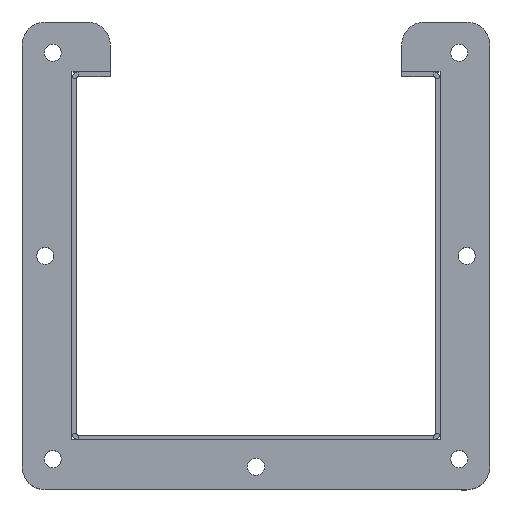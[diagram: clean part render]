
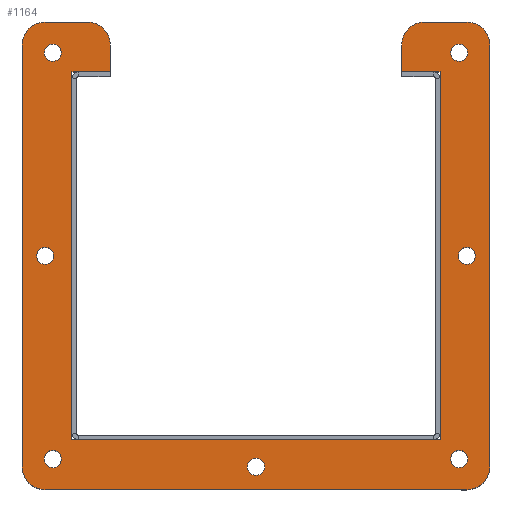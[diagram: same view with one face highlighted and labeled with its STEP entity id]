
A CAD part, top view. The second image highlights one B-rep face of the part: STEP entity #1164.
In plain terms, the highlighted planar face has unit normal (0, 0, 1).
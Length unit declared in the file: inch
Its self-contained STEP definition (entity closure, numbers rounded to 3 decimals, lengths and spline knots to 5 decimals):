
#30=FACE_BOUND('',#230,.T.);
#31=FACE_BOUND('',#231,.T.);
#32=FACE_BOUND('',#232,.T.);
#33=FACE_BOUND('',#233,.T.);
#34=FACE_BOUND('',#234,.T.);
#35=FACE_BOUND('',#235,.T.);
#36=FACE_BOUND('',#236,.T.);
#92=PLANE('',#1275);
#157=FACE_OUTER_BOUND('',#229,.T.);
#229=EDGE_LOOP('',(#963,#964,#965,#966,#967,#968,#969,#970,#971,#972,#973,
#974,#975,#976,#977,#978,#979,#980));
#230=EDGE_LOOP('',(#981));
#231=EDGE_LOOP('',(#982));
#232=EDGE_LOOP('',(#983));
#233=EDGE_LOOP('',(#984));
#234=EDGE_LOOP('',(#985));
#235=EDGE_LOOP('',(#986));
#236=EDGE_LOOP('',(#987));
#262=CIRCLE('',#1226,0.14063);
#264=CIRCLE('',#1229,0.14063);
#266=CIRCLE('',#1232,0.14063);
#267=CIRCLE('',#1234,0.14063);
#269=CIRCLE('',#1237,0.14063);
#271=CIRCLE('',#1240,0.14063);
#273=CIRCLE('',#1243,0.14063);
#275=CIRCLE('',#1249,0.375);
#277=CIRCLE('',#1253,0.375);
#279=CIRCLE('',#1257,0.375);
#281=CIRCLE('',#1261,0.375);
#283=CIRCLE('',#1265,0.375);
#285=CIRCLE('',#1269,0.375);
#347=LINE('',#1803,#449);
#351=LINE('',#1811,#453);
#354=LINE('',#1817,#456);
#358=LINE('',#1829,#460);
#362=LINE('',#1841,#464);
#366=LINE('',#1853,#468);
#370=LINE('',#1865,#472);
#374=LINE('',#1877,#476);
#378=LINE('',#1889,#480);
#381=LINE('',#1895,#483);
#384=LINE('',#1901,#486);
#387=LINE('',#1906,#489);
#449=VECTOR('',#1497,6.);
#453=VECTOR('',#1503,0.625);
#456=VECTOR('',#1508,0.4375);
#460=VECTOR('',#1520,0.6875);
#464=VECTOR('',#1532,6.875);
#468=VECTOR('',#1544,6.875);
#472=VECTOR('',#1556,6.875);
#476=VECTOR('',#1568,0.6875);
#480=VECTOR('',#1580,0.4375);
#483=VECTOR('',#1585,0.625);
#486=VECTOR('',#1590,6.);
#489=VECTOR('',#1595,6.);
#532=VERTEX_POINT('',#1768);
#534=VERTEX_POINT('',#1773);
#536=VERTEX_POINT('',#1778);
#537=VERTEX_POINT('',#1781);
#539=VERTEX_POINT('',#1786);
#541=VERTEX_POINT('',#1791);
#543=VERTEX_POINT('',#1796);
#545=VERTEX_POINT('',#1801);
#546=VERTEX_POINT('',#1802);
#549=VERTEX_POINT('',#1810);
#551=VERTEX_POINT('',#1816);
#553=VERTEX_POINT('',#1822);
#555=VERTEX_POINT('',#1828);
#557=VERTEX_POINT('',#1834);
#559=VERTEX_POINT('',#1840);
#561=VERTEX_POINT('',#1846);
#563=VERTEX_POINT('',#1852);
#565=VERTEX_POINT('',#1858);
#567=VERTEX_POINT('',#1864);
#569=VERTEX_POINT('',#1870);
#571=VERTEX_POINT('',#1876);
#573=VERTEX_POINT('',#1882);
#575=VERTEX_POINT('',#1888);
#577=VERTEX_POINT('',#1894);
#579=VERTEX_POINT('',#1900);
#658=EDGE_CURVE('',#532,#532,#262,.T.);
#660=EDGE_CURVE('',#534,#534,#264,.T.);
#662=EDGE_CURVE('',#536,#536,#266,.T.);
#663=EDGE_CURVE('',#537,#537,#267,.T.);
#665=EDGE_CURVE('',#539,#539,#269,.T.);
#667=EDGE_CURVE('',#541,#541,#271,.T.);
#669=EDGE_CURVE('',#543,#543,#273,.T.);
#671=EDGE_CURVE('',#545,#546,#347,.T.);
#675=EDGE_CURVE('',#546,#549,#351,.T.);
#678=EDGE_CURVE('',#549,#551,#354,.T.);
#681=EDGE_CURVE('',#551,#553,#275,.T.);
#684=EDGE_CURVE('',#553,#555,#358,.T.);
#687=EDGE_CURVE('',#555,#557,#277,.T.);
#690=EDGE_CURVE('',#557,#559,#362,.T.);
#693=EDGE_CURVE('',#559,#561,#279,.T.);
#696=EDGE_CURVE('',#561,#563,#366,.T.);
#699=EDGE_CURVE('',#563,#565,#281,.T.);
#702=EDGE_CURVE('',#565,#567,#370,.T.);
#705=EDGE_CURVE('',#567,#569,#283,.T.);
#708=EDGE_CURVE('',#569,#571,#374,.T.);
#711=EDGE_CURVE('',#571,#573,#285,.T.);
#714=EDGE_CURVE('',#573,#575,#378,.T.);
#717=EDGE_CURVE('',#575,#577,#381,.T.);
#720=EDGE_CURVE('',#577,#579,#384,.T.);
#723=EDGE_CURVE('',#579,#545,#387,.T.);
#963=ORIENTED_EDGE('',*,*,#671,.F.);
#964=ORIENTED_EDGE('',*,*,#723,.F.);
#965=ORIENTED_EDGE('',*,*,#720,.F.);
#966=ORIENTED_EDGE('',*,*,#717,.F.);
#967=ORIENTED_EDGE('',*,*,#714,.F.);
#968=ORIENTED_EDGE('',*,*,#711,.F.);
#969=ORIENTED_EDGE('',*,*,#708,.F.);
#970=ORIENTED_EDGE('',*,*,#705,.F.);
#971=ORIENTED_EDGE('',*,*,#702,.F.);
#972=ORIENTED_EDGE('',*,*,#699,.F.);
#973=ORIENTED_EDGE('',*,*,#696,.F.);
#974=ORIENTED_EDGE('',*,*,#693,.F.);
#975=ORIENTED_EDGE('',*,*,#690,.F.);
#976=ORIENTED_EDGE('',*,*,#687,.F.);
#977=ORIENTED_EDGE('',*,*,#684,.F.);
#978=ORIENTED_EDGE('',*,*,#681,.F.);
#979=ORIENTED_EDGE('',*,*,#678,.F.);
#980=ORIENTED_EDGE('',*,*,#675,.F.);
#981=ORIENTED_EDGE('',*,*,#658,.T.);
#982=ORIENTED_EDGE('',*,*,#660,.T.);
#983=ORIENTED_EDGE('',*,*,#662,.T.);
#984=ORIENTED_EDGE('',*,*,#663,.T.);
#985=ORIENTED_EDGE('',*,*,#665,.T.);
#986=ORIENTED_EDGE('',*,*,#667,.T.);
#987=ORIENTED_EDGE('',*,*,#669,.T.);
#1164=ADVANCED_FACE('',(#157,#30,#31,#32,#33,#34,#35,#36),#92,.T.);
#1226=AXIS2_PLACEMENT_3D('',#1769,#1457,#1458);
#1229=AXIS2_PLACEMENT_3D('',#1774,#1463,#1464);
#1232=AXIS2_PLACEMENT_3D('',#1779,#1469,#1470);
#1234=AXIS2_PLACEMENT_3D('',#1782,#1473,#1474);
#1237=AXIS2_PLACEMENT_3D('',#1787,#1479,#1480);
#1240=AXIS2_PLACEMENT_3D('',#1792,#1485,#1486);
#1243=AXIS2_PLACEMENT_3D('',#1797,#1491,#1492);
#1249=AXIS2_PLACEMENT_3D('',#1823,#1513,#1514);
#1253=AXIS2_PLACEMENT_3D('',#1835,#1525,#1526);
#1257=AXIS2_PLACEMENT_3D('',#1847,#1537,#1538);
#1261=AXIS2_PLACEMENT_3D('',#1859,#1549,#1550);
#1265=AXIS2_PLACEMENT_3D('',#1871,#1561,#1562);
#1269=AXIS2_PLACEMENT_3D('',#1883,#1573,#1574);
#1275=AXIS2_PLACEMENT_3D('',#1908,#1597,#1598);
#1457=DIRECTION('center_axis',(0.,0.,-1.));
#1458=DIRECTION('ref_axis',(-1.,0.,0.));
#1463=DIRECTION('center_axis',(0.,0.,-1.));
#1464=DIRECTION('ref_axis',(-1.,0.,0.));
#1469=DIRECTION('center_axis',(0.,0.,-1.));
#1470=DIRECTION('ref_axis',(-1.,0.,0.));
#1473=DIRECTION('center_axis',(0.,0.,-1.));
#1474=DIRECTION('ref_axis',(-1.,0.,0.));
#1479=DIRECTION('center_axis',(0.,0.,-1.));
#1480=DIRECTION('ref_axis',(-1.,0.,0.));
#1485=DIRECTION('center_axis',(0.,0.,-1.));
#1486=DIRECTION('ref_axis',(-1.,0.,0.));
#1491=DIRECTION('center_axis',(0.,0.,-1.));
#1492=DIRECTION('ref_axis',(-1.,0.,0.));
#1497=DIRECTION('',(0.,1.,0.));
#1503=DIRECTION('',(-1.,0.,0.));
#1508=DIRECTION('',(0.,1.,0.));
#1513=DIRECTION('center_axis',(0.,0.,-1.));
#1514=DIRECTION('ref_axis',(0.,-1.,0.));
#1520=DIRECTION('',(1.,0.,0.));
#1525=DIRECTION('center_axis',(0.,0.,-1.));
#1526=DIRECTION('ref_axis',(-1.,0.,0.));
#1532=DIRECTION('',(0.,-1.,0.));
#1537=DIRECTION('center_axis',(0.,0.,-1.));
#1538=DIRECTION('ref_axis',(0.,1.,0.));
#1544=DIRECTION('',(-1.,0.,0.));
#1549=DIRECTION('center_axis',(0.,0.,-1.));
#1550=DIRECTION('ref_axis',(1.,0.,0.));
#1556=DIRECTION('',(0.,1.,0.));
#1561=DIRECTION('center_axis',(0.,0.,-1.));
#1562=DIRECTION('ref_axis',(0.,-1.,0.));
#1568=DIRECTION('',(1.,0.,0.));
#1573=DIRECTION('center_axis',(0.,0.,-1.));
#1574=DIRECTION('ref_axis',(-1.,0.,0.));
#1580=DIRECTION('',(0.,-1.,0.));
#1585=DIRECTION('',(-1.,0.,0.));
#1590=DIRECTION('',(0.,-1.,0.));
#1595=DIRECTION('',(1.,0.,0.));
#1597=DIRECTION('center_axis',(0.,0.,1.));
#1598=DIRECTION('ref_axis',(1.,0.,0.));
#1768=CARTESIAN_POINT('',(3.57813,0.,0.125));
#1769=CARTESIAN_POINT('Origin',(3.4375,0.,0.125));
#1773=CARTESIAN_POINT('',(-3.29688,0.,0.125));
#1774=CARTESIAN_POINT('Origin',(-3.4375,0.,0.125));
#1778=CARTESIAN_POINT('',(0.14063,-3.4375,0.125));
#1779=CARTESIAN_POINT('Origin',(0.,-3.4375,0.125));
#1781=CARTESIAN_POINT('',(-3.17188,3.3125,0.125));
#1782=CARTESIAN_POINT('Origin',(-3.3125,3.3125,0.125));
#1786=CARTESIAN_POINT('',(-3.17188,-3.3125,0.125));
#1787=CARTESIAN_POINT('Origin',(-3.3125,-3.3125,0.125));
#1791=CARTESIAN_POINT('',(3.45313,-3.3125,0.125));
#1792=CARTESIAN_POINT('Origin',(3.3125,-3.3125,0.125));
#1796=CARTESIAN_POINT('',(3.45313,3.3125,0.125));
#1797=CARTESIAN_POINT('Origin',(3.3125,3.3125,0.125));
#1801=CARTESIAN_POINT('',(3.,-3.,0.125));
#1802=CARTESIAN_POINT('',(3.,3.,0.125));
#1803=CARTESIAN_POINT('',(3.,-3.,0.125));
#1810=CARTESIAN_POINT('',(2.375,3.,0.125));
#1811=CARTESIAN_POINT('',(3.,3.,0.125));
#1816=CARTESIAN_POINT('',(2.375,3.4375,0.125));
#1817=CARTESIAN_POINT('',(2.375,3.,0.125));
#1822=CARTESIAN_POINT('',(2.75,3.8125,0.125));
#1823=CARTESIAN_POINT('Origin',(2.75,3.4375,0.125));
#1828=CARTESIAN_POINT('',(3.4375,3.8125,0.125));
#1829=CARTESIAN_POINT('',(2.75,3.8125,0.125));
#1834=CARTESIAN_POINT('',(3.8125,3.4375,0.125));
#1835=CARTESIAN_POINT('Origin',(3.4375,3.4375,0.125));
#1840=CARTESIAN_POINT('',(3.8125,-3.4375,0.125));
#1841=CARTESIAN_POINT('',(3.8125,3.4375,0.125));
#1846=CARTESIAN_POINT('',(3.4375,-3.8125,0.125));
#1847=CARTESIAN_POINT('Origin',(3.4375,-3.4375,0.125));
#1852=CARTESIAN_POINT('',(-3.4375,-3.8125,0.125));
#1853=CARTESIAN_POINT('',(3.4375,-3.8125,0.125));
#1858=CARTESIAN_POINT('',(-3.8125,-3.4375,0.125));
#1859=CARTESIAN_POINT('Origin',(-3.4375,-3.4375,0.125));
#1864=CARTESIAN_POINT('',(-3.8125,3.4375,0.125));
#1865=CARTESIAN_POINT('',(-3.8125,-3.4375,0.125));
#1870=CARTESIAN_POINT('',(-3.4375,3.8125,0.125));
#1871=CARTESIAN_POINT('Origin',(-3.4375,3.4375,0.125));
#1876=CARTESIAN_POINT('',(-2.75,3.8125,0.125));
#1877=CARTESIAN_POINT('',(-3.4375,3.8125,0.125));
#1882=CARTESIAN_POINT('',(-2.375,3.4375,0.125));
#1883=CARTESIAN_POINT('Origin',(-2.75,3.4375,0.125));
#1888=CARTESIAN_POINT('',(-2.375,3.,0.125));
#1889=CARTESIAN_POINT('',(-2.375,3.4375,0.125));
#1894=CARTESIAN_POINT('',(-3.,3.,0.125));
#1895=CARTESIAN_POINT('',(-2.375,3.,0.125));
#1900=CARTESIAN_POINT('',(-3.,-3.,0.125));
#1901=CARTESIAN_POINT('',(-3.,3.,0.125));
#1906=CARTESIAN_POINT('',(-3.,-3.,0.125));
#1908=CARTESIAN_POINT('Origin',(0.,-0.61493,0.125));
